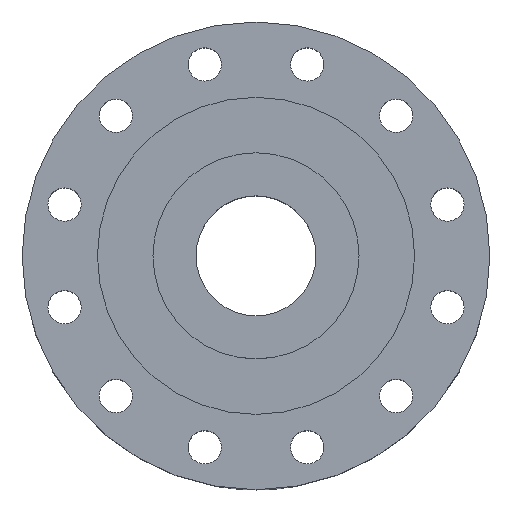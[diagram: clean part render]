
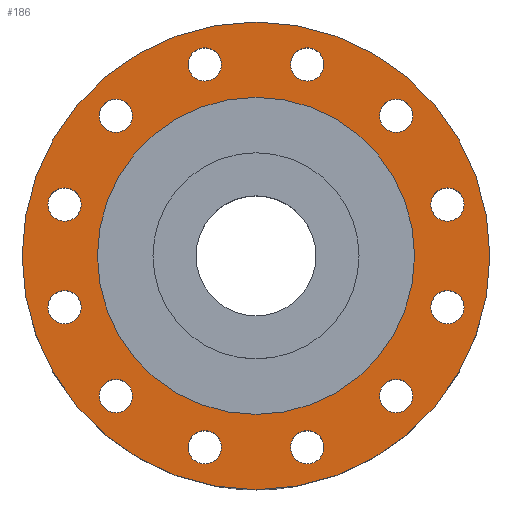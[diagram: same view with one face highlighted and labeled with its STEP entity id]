
A CAD part, top view. The second image highlights one B-rep face of the part: STEP entity #186.
In plain terms, the highlighted planar face has unit normal (0, 0, 1).
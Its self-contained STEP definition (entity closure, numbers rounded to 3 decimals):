
#186 = ADVANCED_FACE( '', ( #405, #406, #407, #408, #409, #410, #411, #412, #413, #414, #415, #416, #417, #418 ), #419, .F. );
#405 = FACE_BOUND( '', #647, .T. );
#406 = FACE_BOUND( '', #648, .T. );
#407 = FACE_BOUND( '', #649, .T. );
#408 = FACE_BOUND( '', #650, .T. );
#409 = FACE_BOUND( '', #651, .T. );
#410 = FACE_BOUND( '', #652, .T. );
#411 = FACE_BOUND( '', #653, .T. );
#412 = FACE_BOUND( '', #654, .T. );
#413 = FACE_BOUND( '', #655, .T. );
#414 = FACE_BOUND( '', #656, .T. );
#415 = FACE_BOUND( '', #657, .T. );
#416 = FACE_BOUND( '', #658, .T. );
#417 = FACE_OUTER_BOUND( '', #659, .T. );
#418 = FACE_BOUND( '', #660, .T. );
#419 = PLANE( '', #661 );
#647 = EDGE_LOOP( '', ( #949 ) );
#648 = EDGE_LOOP( '', ( #950 ) );
#649 = EDGE_LOOP( '', ( #951 ) );
#650 = EDGE_LOOP( '', ( #952 ) );
#651 = EDGE_LOOP( '', ( #953 ) );
#652 = EDGE_LOOP( '', ( #954 ) );
#653 = EDGE_LOOP( '', ( #955 ) );
#654 = EDGE_LOOP( '', ( #956 ) );
#655 = EDGE_LOOP( '', ( #957 ) );
#656 = EDGE_LOOP( '', ( #958 ) );
#657 = EDGE_LOOP( '', ( #959 ) );
#658 = EDGE_LOOP( '', ( #960 ) );
#659 = EDGE_LOOP( '', ( #961 ) );
#660 = EDGE_LOOP( '', ( #962 ) );
#661 = AXIS2_PLACEMENT_3D( '', #963, #964, #965 );
#949 = ORIENTED_EDGE( '', *, *, #1162, .F. );
#950 = ORIENTED_EDGE( '', *, *, #1163, .F. );
#951 = ORIENTED_EDGE( '', *, *, #1122, .F. );
#952 = ORIENTED_EDGE( '', *, *, #1088, .F. );
#953 = ORIENTED_EDGE( '', *, *, #1160, .F. );
#954 = ORIENTED_EDGE( '', *, *, #1153, .F. );
#955 = ORIENTED_EDGE( '', *, *, #1164, .F. );
#956 = ORIENTED_EDGE( '', *, *, #1165, .F. );
#957 = ORIENTED_EDGE( '', *, *, #1166, .F. );
#958 = ORIENTED_EDGE( '', *, *, #1085, .F. );
#959 = ORIENTED_EDGE( '', *, *, #1071, .F. );
#960 = ORIENTED_EDGE( '', *, *, #1167, .F. );
#961 = ORIENTED_EDGE( '', *, *, #1116, .F. );
#962 = ORIENTED_EDGE( '', *, *, #1137, .T. );
#963 = CARTESIAN_POINT( '', ( -100., 0., 95. ) );
#964 = DIRECTION( '', ( 0., 0., -1. ) );
#965 = DIRECTION( '', ( -1., 0., 0. ) );
#1071 = EDGE_CURVE( '', #1189, #1189, #1190, .T. );
#1085 = EDGE_CURVE( '', #1213, #1213, #1214, .T. );
#1088 = EDGE_CURVE( '', #1218, #1218, #1219, .T. );
#1116 = EDGE_CURVE( '', #1263, #1263, #1264, .T. );
#1122 = EDGE_CURVE( '', #1273, #1273, #1274, .T. );
#1137 = EDGE_CURVE( '', #1300, #1300, #1301, .T. );
#1153 = EDGE_CURVE( '', #1323, #1323, #1324, .T. );
#1160 = EDGE_CURVE( '', #1333, #1333, #1334, .T. );
#1162 = EDGE_CURVE( '', #1336, #1336, #1337, .T. );
#1163 = EDGE_CURVE( '', #1338, #1338, #1339, .T. );
#1164 = EDGE_CURVE( '', #1340, #1340, #1341, .T. );
#1165 = EDGE_CURVE( '', #1342, #1342, #1343, .T. );
#1166 = EDGE_CURVE( '', #1344, #1344, #1345, .T. );
#1167 = EDGE_CURVE( '', #1346, #1346, #1347, .T. );
#1189 = VERTEX_POINT( '', #1371 );
#1190 = CIRCLE( '', #1372, 10.5 );
#1213 = VERTEX_POINT( '', #1397 );
#1214 = CIRCLE( '', #1398, 10.5 );
#1218 = VERTEX_POINT( '', #1402 );
#1219 = CIRCLE( '', #1403, 10.5 );
#1263 = VERTEX_POINT( '', #1541 );
#1264 = CIRCLE( '', #1542, 147.5 );
#1273 = VERTEX_POINT( '', #1551 );
#1274 = CIRCLE( '', #1552, 10.5 );
#1300 = VERTEX_POINT( '', #1578 );
#1301 = CIRCLE( '', #1579, 100. );
#1323 = VERTEX_POINT( '', #1601 );
#1324 = CIRCLE( '', #1602, 10.5 );
#1333 = VERTEX_POINT( '', #1611 );
#1334 = CIRCLE( '', #1612, 10.5 );
#1336 = VERTEX_POINT( '', #1614 );
#1337 = CIRCLE( '', #1615, 10.5 );
#1338 = VERTEX_POINT( '', #1616 );
#1339 = CIRCLE( '', #1617, 10.5 );
#1340 = VERTEX_POINT( '', #1618 );
#1341 = CIRCLE( '', #1619, 10.5 );
#1342 = VERTEX_POINT( '', #1620 );
#1343 = CIRCLE( '', #1621, 10.5 );
#1344 = VERTEX_POINT( '', #1622 );
#1345 = CIRCLE( '', #1623, 10.5 );
#1346 = VERTEX_POINT( '', #1624 );
#1347 = CIRCLE( '', #1625, 10.5 );
#1371 = CARTESIAN_POINT( '', ( -125.991, -23.259, 95. ) );
#1372 = AXIS2_PLACEMENT_3D( '', #1648, #1649, #1650 );
#1397 = CARTESIAN_POINT( '', ( -97.482, -83.138, 95. ) );
#1398 = AXIS2_PLACEMENT_3D( '', #1674, #1675, #1676 );
#1402 = CARTESIAN_POINT( '', ( 97.482, 83.138, 95. ) );
#1403 = AXIS2_PLACEMENT_3D( '', #1680, #1681, #1682 );
#1541 = CARTESIAN_POINT( '', ( -147.5, 0., 95. ) );
#1542 = AXIS2_PLACEMENT_3D( '', #1731, #1732, #1733 );
#1551 = CARTESIAN_POINT( '', ( 42.852, 120.741, 95. ) );
#1552 = AXIS2_PLACEMENT_3D( '', #1743, #1744, #1745 );
#1578 = CARTESIAN_POINT( '', ( -100., 0., 95. ) );
#1579 = AXIS2_PLACEMENT_3D( '', #1779, #1780, #1781 );
#1601 = CARTESIAN_POINT( '', ( 120.741, -42.852, 95. ) );
#1602 = AXIS2_PLACEMENT_3D( '', #1800, #1801, #1802 );
#1611 = CARTESIAN_POINT( '', ( 125.991, 23.259, 95. ) );
#1612 = AXIS2_PLACEMENT_3D( '', #1809, #1810, #1811 );
#1614 = CARTESIAN_POINT( '', ( -83.138, 97.482, 95. ) );
#1615 = AXIS2_PLACEMENT_3D( '', #1812, #1813, #1814 );
#1616 = CARTESIAN_POINT( '', ( -23.259, 125.991, 95. ) );
#1617 = AXIS2_PLACEMENT_3D( '', #1815, #1816, #1817 );
#1618 = CARTESIAN_POINT( '', ( 83.138, -97.482, 95. ) );
#1619 = AXIS2_PLACEMENT_3D( '', #1818, #1819, #1820 );
#1620 = CARTESIAN_POINT( '', ( 23.259, -125.991, 95. ) );
#1621 = AXIS2_PLACEMENT_3D( '', #1821, #1822, #1823 );
#1622 = CARTESIAN_POINT( '', ( -42.852, -120.741, 95. ) );
#1623 = AXIS2_PLACEMENT_3D( '', #1824, #1825, #1826 );
#1624 = CARTESIAN_POINT( '', ( -120.741, 42.852, 95. ) );
#1625 = AXIS2_PLACEMENT_3D( '', #1827, #1828, #1829 );
#1648 = CARTESIAN_POINT( '', ( -120.741, -32.352, 95. ) );
#1649 = DIRECTION( '', ( 0., 0., 1. ) );
#1650 = DIRECTION( '', ( -0.5, 0.866, 0. ) );
#1674 = CARTESIAN_POINT( '', ( -88.388, -88.388, 95. ) );
#1675 = DIRECTION( '', ( 0., 0., 1. ) );
#1676 = DIRECTION( '', ( -0.866, 0.5, 0. ) );
#1680 = CARTESIAN_POINT( '', ( 88.388, 88.388, 95. ) );
#1681 = DIRECTION( '', ( 0., 0., 1. ) );
#1682 = DIRECTION( '', ( 0.866, -0.5, 0. ) );
#1731 = CARTESIAN_POINT( '', ( 0., 0., 95. ) );
#1732 = DIRECTION( '', ( 0., 0., -1. ) );
#1733 = DIRECTION( '', ( -1., 0., 0. ) );
#1743 = CARTESIAN_POINT( '', ( 32.352, 120.741, 95. ) );
#1744 = DIRECTION( '', ( 0., 0., 1. ) );
#1745 = DIRECTION( '', ( 1., 0., 0. ) );
#1779 = CARTESIAN_POINT( '', ( 0., 0., 95. ) );
#1780 = DIRECTION( '', ( 0., 0., -1. ) );
#1781 = DIRECTION( '', ( -1., 0., 0. ) );
#1800 = CARTESIAN_POINT( '', ( 120.741, -32.352, 95. ) );
#1801 = DIRECTION( '', ( 0., 0., 1. ) );
#1802 = DIRECTION( '', ( 0., -1., 0. ) );
#1809 = CARTESIAN_POINT( '', ( 120.741, 32.352, 95. ) );
#1810 = DIRECTION( '', ( 0., 0., 1. ) );
#1811 = DIRECTION( '', ( 0.5, -0.866, 0. ) );
#1812 = CARTESIAN_POINT( '', ( -88.388, 88.388, 95. ) );
#1813 = DIRECTION( '', ( 0., 0., 1. ) );
#1814 = DIRECTION( '', ( 0.5, 0.866, 0. ) );
#1815 = CARTESIAN_POINT( '', ( -32.352, 120.741, 95. ) );
#1816 = DIRECTION( '', ( 0., 0., 1. ) );
#1817 = DIRECTION( '', ( 0.866, 0.5, 0. ) );
#1818 = CARTESIAN_POINT( '', ( 88.388, -88.388, 95. ) );
#1819 = DIRECTION( '', ( 0., 0., 1. ) );
#1820 = DIRECTION( '', ( -0.5, -0.866, 0. ) );
#1821 = CARTESIAN_POINT( '', ( 32.352, -120.741, 95. ) );
#1822 = DIRECTION( '', ( 0., 0., 1. ) );
#1823 = DIRECTION( '', ( -0.866, -0.5, 0. ) );
#1824 = CARTESIAN_POINT( '', ( -32.352, -120.741, 95. ) );
#1825 = DIRECTION( '', ( 0., 0., 1. ) );
#1826 = DIRECTION( '', ( -1., 0., 0. ) );
#1827 = CARTESIAN_POINT( '', ( -120.741, 32.352, 95. ) );
#1828 = DIRECTION( '', ( 0., 0., 1. ) );
#1829 = DIRECTION( '', ( 0., 1., 0. ) );
